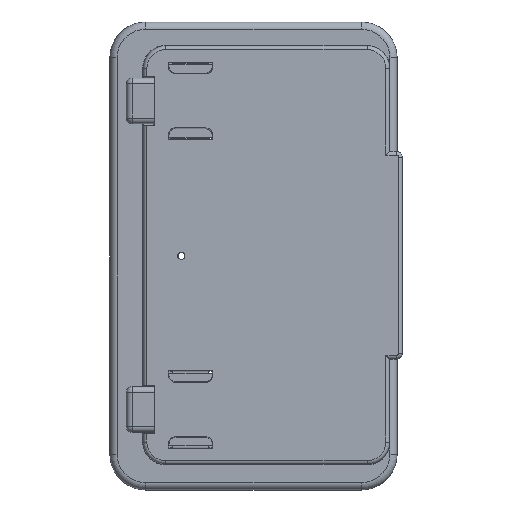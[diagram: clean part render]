
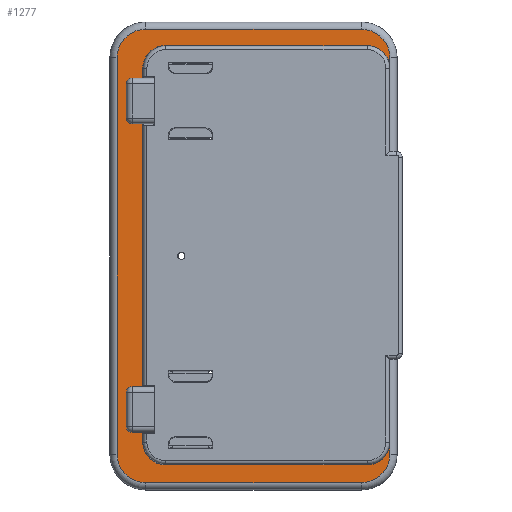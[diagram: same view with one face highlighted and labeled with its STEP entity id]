
A CAD part, top view. The second image highlights one B-rep face of the part: STEP entity #1277.
In plain terms, the highlighted planar face has unit normal (0, 0, 1).
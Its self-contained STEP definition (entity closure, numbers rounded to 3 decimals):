
#614=FACE_OUTER_BOUND('',#2541,.T.);
#1277=ADVANCED_FACE('',(#614),#1902,.F.);
#1902=PLANE('',#13865);
#2541=EDGE_LOOP('',(#4985,#4986,#4987,#4988,#4989,#4990,#4991,#4992,#4993,
#4994,#4995,#4996,#4997,#4998,#4999,#5000));
#3090=CIRCLE('',#13856,3.979);
#3091=CIRCLE('',#13858,3.2);
#3092=CIRCLE('',#13859,3.2);
#3093=CIRCLE('',#13860,3.979);
#3094=CIRCLE('',#13861,3.979);
#3095=CIRCLE('',#13862,3.979);
#3096=CIRCLE('',#13863,3.2);
#3097=CIRCLE('',#13864,3.2);
#4985=ORIENTED_EDGE('',*,*,#9367,.T.);
#4986=ORIENTED_EDGE('',*,*,#9368,.F.);
#4987=ORIENTED_EDGE('',*,*,#9369,.T.);
#4988=ORIENTED_EDGE('',*,*,#9370,.T.);
#4989=ORIENTED_EDGE('',*,*,#9371,.T.);
#4990=ORIENTED_EDGE('',*,*,#9372,.T.);
#4991=ORIENTED_EDGE('',*,*,#9373,.T.);
#4992=ORIENTED_EDGE('',*,*,#9374,.T.);
#4993=ORIENTED_EDGE('',*,*,#9375,.T.);
#4994=ORIENTED_EDGE('',*,*,#9376,.T.);
#4995=ORIENTED_EDGE('',*,*,#9366,.T.);
#4996=ORIENTED_EDGE('',*,*,#9377,.T.);
#4997=ORIENTED_EDGE('',*,*,#9378,.T.);
#4998=ORIENTED_EDGE('',*,*,#9379,.F.);
#4999=ORIENTED_EDGE('',*,*,#9380,.T.);
#5000=ORIENTED_EDGE('',*,*,#9381,.F.);
#7844=VERTEX_POINT('',#20271);
#7845=VERTEX_POINT('',#20273);
#7846=VERTEX_POINT('',#20277);
#7847=VERTEX_POINT('',#20278);
#7848=VERTEX_POINT('',#20280);
#7849=VERTEX_POINT('',#20282);
#7850=VERTEX_POINT('',#20284);
#7851=VERTEX_POINT('',#20286);
#7852=VERTEX_POINT('',#20288);
#7853=VERTEX_POINT('',#20290);
#7854=VERTEX_POINT('',#20292);
#7855=VERTEX_POINT('',#20294);
#7856=VERTEX_POINT('',#20297);
#7857=VERTEX_POINT('',#20299);
#7858=VERTEX_POINT('',#20301);
#7859=VERTEX_POINT('',#20303);
#9366=EDGE_CURVE('',#7844,#7845,#3090,.T.);
#9367=EDGE_CURVE('',#7846,#7847,#3091,.T.);
#9368=EDGE_CURVE('',#7848,#7847,#11136,.T.);
#9369=EDGE_CURVE('',#7848,#7849,#3092,.T.);
#9370=EDGE_CURVE('',#7849,#7850,#11137,.T.);
#9371=EDGE_CURVE('',#7850,#7851,#3093,.T.);
#9372=EDGE_CURVE('',#7851,#7852,#11138,.T.);
#9373=EDGE_CURVE('',#7852,#7853,#3094,.T.);
#9374=EDGE_CURVE('',#7853,#7854,#11139,.T.);
#9375=EDGE_CURVE('',#7854,#7855,#3095,.T.);
#9376=EDGE_CURVE('',#7855,#7844,#11140,.T.);
#9377=EDGE_CURVE('',#7845,#7856,#11141,.T.);
#9378=EDGE_CURVE('',#7856,#7857,#3096,.T.);
#9379=EDGE_CURVE('',#7858,#7857,#11142,.T.);
#9380=EDGE_CURVE('',#7858,#7859,#3097,.T.);
#9381=EDGE_CURVE('',#7846,#7859,#11143,.T.);
#11136=LINE('',#20279,#12749);
#11137=LINE('',#20283,#12750);
#11138=LINE('',#20287,#12751);
#11139=LINE('',#20291,#12752);
#11140=LINE('',#20295,#12753);
#11141=LINE('',#20296,#12754);
#11142=LINE('',#20300,#12755);
#11143=LINE('',#20304,#12756);
#12749=VECTOR('',#16109,1.);
#12750=VECTOR('',#16112,1.);
#12751=VECTOR('',#16115,1.);
#12752=VECTOR('',#16118,1.);
#12753=VECTOR('',#16121,1.);
#12754=VECTOR('',#16122,1.);
#12755=VECTOR('',#16125,1.);
#12756=VECTOR('',#16128,1.);
#13856=AXIS2_PLACEMENT_3D('',#20274,#16103,#16104);
#13858=AXIS2_PLACEMENT_3D('',#20276,#16107,#16108);
#13859=AXIS2_PLACEMENT_3D('',#20281,#16110,#16111);
#13860=AXIS2_PLACEMENT_3D('',#20285,#16113,#16114);
#13861=AXIS2_PLACEMENT_3D('',#20289,#16116,#16117);
#13862=AXIS2_PLACEMENT_3D('',#20293,#16119,#16120);
#13863=AXIS2_PLACEMENT_3D('',#20298,#16123,#16124);
#13864=AXIS2_PLACEMENT_3D('',#20302,#16126,#16127);
#13865=AXIS2_PLACEMENT_3D('',#20305,#16129,#16130);
#16103=DIRECTION('',(0.,0.,1.));
#16104=DIRECTION('',(0.,-1.,0.));
#16107=DIRECTION('',(0.,0.,-1.));
#16108=DIRECTION('',(-1.,0.,0.));
#16109=DIRECTION('',(-1.,0.,0.));
#16110=DIRECTION('',(0.,0.,-1.));
#16111=DIRECTION('',(0.,1.,0.));
#16112=DIRECTION('',(0.,1.,0.));
#16113=DIRECTION('',(0.,0.,1.));
#16114=DIRECTION('',(1.,0.,0.));
#16115=DIRECTION('',(-1.,0.,0.));
#16116=DIRECTION('',(0.,0.,1.));
#16117=DIRECTION('',(0.,1.,0.));
#16118=DIRECTION('',(0.,-1.,0.));
#16119=DIRECTION('',(0.,0.,1.));
#16120=DIRECTION('',(-1.,0.,0.));
#16121=DIRECTION('',(1.,0.,0.));
#16122=DIRECTION('',(0.,1.,0.));
#16123=DIRECTION('',(0.,0.,-1.));
#16124=DIRECTION('',(0.993,-0.115,0.));
#16125=DIRECTION('',(1.,0.,0.));
#16126=DIRECTION('',(0.,0.,-1.));
#16127=DIRECTION('',(0.,-1.,0.));
#16128=DIRECTION('',(0.,-1.,0.));
#16129=DIRECTION('',(0.,0.,-1.));
#16130=DIRECTION('',(0.,-1.,0.));
#20271=CARTESIAN_POINT('',(15.102,13.271,2.212));
#20273=CARTESIAN_POINT('',(19.081,17.25,2.212));
#20274=CARTESIAN_POINT('',(15.102,17.25,2.212));
#20276=CARTESIAN_POINT('',(-12.298,71.25,2.212));
#20277=CARTESIAN_POINT('',(-15.498,71.25,2.212));
#20278=CARTESIAN_POINT('',(-12.298,74.45,2.212));
#20279=CARTESIAN_POINT('',(15.902,74.45,2.212));
#20280=CARTESIAN_POINT('',(15.902,74.45,2.212));
#20281=CARTESIAN_POINT('',(15.902,71.25,2.212));
#20282=CARTESIAN_POINT('',(19.081,71.617,2.212));
#20283=CARTESIAN_POINT('',(19.081,62.617,2.212));
#20284=CARTESIAN_POINT('',(19.081,72.75,2.212));
#20285=CARTESIAN_POINT('',(15.102,72.75,2.212));
#20286=CARTESIAN_POINT('',(15.102,76.729,2.212));
#20287=CARTESIAN_POINT('',(15.102,76.729,2.212));
#20288=CARTESIAN_POINT('',(-15.098,76.729,2.212));
#20289=CARTESIAN_POINT('',(-15.098,72.75,2.212));
#20290=CARTESIAN_POINT('',(-19.077,72.75,2.212));
#20291=CARTESIAN_POINT('',(-19.077,72.75,2.212));
#20292=CARTESIAN_POINT('',(-19.077,17.25,2.212));
#20293=CARTESIAN_POINT('',(-15.098,17.25,2.212));
#20294=CARTESIAN_POINT('',(-15.098,13.271,2.212));
#20295=CARTESIAN_POINT('',(-15.098,13.271,2.212));
#20296=CARTESIAN_POINT('',(19.081,17.25,2.212));
#20297=CARTESIAN_POINT('',(19.081,18.583,2.212));
#20298=CARTESIAN_POINT('',(15.902,18.95,2.212));
#20299=CARTESIAN_POINT('',(15.902,15.75,2.212));
#20300=CARTESIAN_POINT('',(-12.298,15.75,2.212));
#20301=CARTESIAN_POINT('',(-12.298,15.75,2.212));
#20302=CARTESIAN_POINT('',(-12.298,18.95,2.212));
#20303=CARTESIAN_POINT('',(-15.498,18.95,2.212));
#20304=CARTESIAN_POINT('',(-15.498,56.25,2.212));
#20305=CARTESIAN_POINT('',(0.002,45.,2.212));
